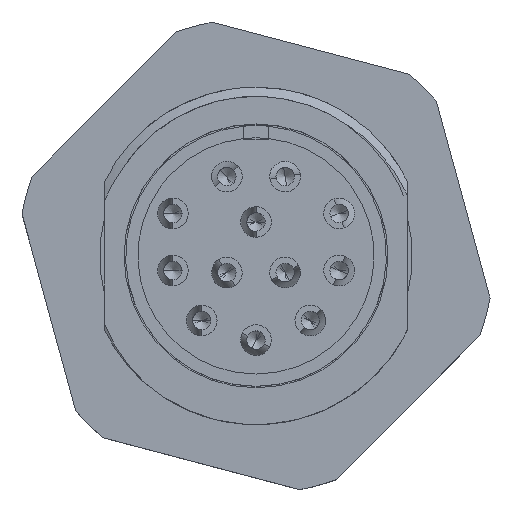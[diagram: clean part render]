
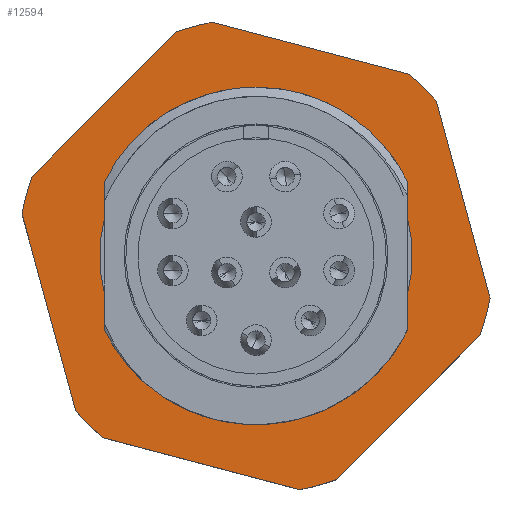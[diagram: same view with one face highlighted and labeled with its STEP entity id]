
A CAD part, top view. The second image highlights one B-rep face of the part: STEP entity #12594.
In plain terms, the highlighted planar face has unit normal (0, 0, 1).
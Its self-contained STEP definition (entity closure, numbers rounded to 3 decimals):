
#273 = EDGE_CURVE ( 'NONE', #29299, #33111, #21664, .T. ) ;
#684 = LINE ( 'NONE', #33414, #2619 ) ;
#689 = DIRECTION ( 'NONE',  ( -0.965, -0.263, 0. ) ) ;
#702 = VECTOR ( 'NONE', #9776, 1000. ) ;
#801 = VERTEX_POINT ( 'NONE', #20955 ) ;
#851 = DIRECTION ( 'NONE',  ( 0., 0., -1. ) ) ;
#905 = CIRCLE ( 'NONE', #29502, 5.1 ) ;
#1254 = EDGE_CURVE ( 'NONE', #2576, #26225, #9989, .T. ) ;
#1347 = EDGE_CURVE ( 'NONE', #13642, #16652, #33993, .T. ) ;
#2024 = LINE ( 'NONE', #12920, #6095 ) ;
#2420 = CIRCLE ( 'NONE', #34407, 5.1 ) ;
#2566 = ORIENTED_EDGE ( 'NONE', *, *, #273, .F. ) ;
#2576 = VERTEX_POINT ( 'NONE', #4617 ) ;
#2612 = AXIS2_PLACEMENT_3D ( 'NONE', #32704, #13531, #8155 ) ;
#2619 = VECTOR ( 'NONE', #29541, 1000. ) ;
#2941 = EDGE_CURVE ( 'NONE', #26225, #29299, #2024, .T. ) ;
#2989 = CARTESIAN_POINT ( 'NONE',  ( 0., 0., -0.661 ) ) ;
#3019 = EDGE_LOOP ( 'NONE', ( #27232, #8244 ) ) ;
#3035 = LINE ( 'NONE', #28226, #10715 ) ;
#3093 = ORIENTED_EDGE ( 'NONE', *, *, #1347, .F. ) ;
#3428 = ORIENTED_EDGE ( 'NONE', *, *, #5571, .F. ) ;
#3754 = ORIENTED_EDGE ( 'NONE', *, *, #2941, .F. ) ;
#3772 = CARTESIAN_POINT ( 'NONE',  ( 0., 0., -0.661 ) ) ;
#3869 = CARTESIAN_POINT ( 'NONE',  ( -5.881, -5.047, -0.661 ) ) ;
#3984 = ORIENTED_EDGE ( 'NONE', *, *, #4128, .F. ) ;
#4128 = EDGE_CURVE ( 'NONE', #4833, #32512, #8700, .T. ) ;
#4297 = CARTESIAN_POINT ( 'NONE',  ( -2.626, 7.291, -0.661 ) ) ;
#4424 = DIRECTION ( 'NONE',  ( -0.965, -0.263, 0. ) ) ;
#4617 = CARTESIAN_POINT ( 'NONE',  ( -7.628, 1.371, -0.661 ) ) ;
#4741 = CARTESIAN_POINT ( 'NONE',  ( 0., 0., -0.661 ) ) ;
#4833 = VERTEX_POINT ( 'NONE', #8295 ) ;
#4921 = CARTESIAN_POINT ( 'NONE',  ( 7.312, -2.569, -0.661 ) ) ;
#4949 = CARTESIAN_POINT ( 'NONE',  ( 5.881, 5.047, -0.661 ) ) ;
#5441 = CARTESIAN_POINT ( 'NONE',  ( -1.431, 7.617, -0.661 ) ) ;
#5571 = EDGE_CURVE ( 'NONE', #15980, #19049, #22549, .T. ) ;
#5606 = CIRCLE ( 'NONE', #25593, 7.75 ) ;
#5933 = ORIENTED_EDGE ( 'NONE', *, *, #11461, .F. ) ;
#6095 = VECTOR ( 'NONE', #9879, 1000. ) ;
#6125 = VECTOR ( 'NONE', #31296, 1000. ) ;
#6283 = DIRECTION ( 'NONE',  ( 0., 0., -1. ) ) ;
#7800 = DIRECTION ( 'NONE',  ( 0., 0., -1. ) ) ;
#8155 = DIRECTION ( 'NONE',  ( -0.965, -0.263, 0. ) ) ;
#8227 = CIRCLE ( 'NONE', #32823, 7.75 ) ;
#8244 = ORIENTED_EDGE ( 'NONE', *, *, #12801, .T. ) ;
#8295 = CARTESIAN_POINT ( 'NONE',  ( 1.431, -7.617, -0.661 ) ) ;
#8700 = LINE ( 'NONE', #16411, #28935 ) ;
#8706 = VERTEX_POINT ( 'NONE', #3869 ) ;
#9139 = DIRECTION ( 'NONE',  ( -0.965, -0.263, 0. ) ) ;
#9262 = DIRECTION ( 'NONE',  ( -0.965, -0.263, 0. ) ) ;
#9776 = DIRECTION ( 'NONE',  ( 0.263, -0.965, 0. ) ) ;
#9879 = DIRECTION ( 'NONE',  ( 0.704, 0.71, 0. ) ) ;
#9989 = CIRCLE ( 'NONE', #19719, 7.75 ) ;
#10020 = DIRECTION ( 'NONE',  ( 0., 0., -1. ) ) ;
#10052 = ORIENTED_EDGE ( 'NONE', *, *, #30305, .F. ) ;
#10413 = ORIENTED_EDGE ( 'NONE', *, *, #20871, .F. ) ;
#10661 = EDGE_CURVE ( 'NONE', #13771, #4833, #8227, .T. ) ;
#10715 = VECTOR ( 'NONE', #19648, 1000. ) ;
#11037 = DIRECTION ( 'NONE',  ( -0.967, 0.255, 0. ) ) ;
#11461 = EDGE_CURVE ( 'NONE', #33111, #15980, #3035, .T. ) ;
#11828 = CARTESIAN_POINT ( 'NONE',  ( 7.628, -1.371, -0.661 ) ) ;
#11923 = AXIS2_PLACEMENT_3D ( 'NONE', #12211, #31555, #29054 ) ;
#12211 = CARTESIAN_POINT ( 'NONE',  ( 0., 0., -0.661 ) ) ;
#12226 = CARTESIAN_POINT ( 'NONE',  ( -5.001, -5.92, -0.661 ) ) ;
#12594 = ADVANCED_FACE ( 'NONE', ( #33768, #25726 ), #25209, .F. ) ;
#12673 = CARTESIAN_POINT ( 'NONE',  ( 7.312, -2.569, -0.661 ) ) ;
#12707 = CARTESIAN_POINT ( 'NONE',  ( 0., 0., -0.661 ) ) ;
#12801 = EDGE_CURVE ( 'NONE', #32750, #801, #2420, .T. ) ;
#12811 = EDGE_CURVE ( 'NONE', #19049, #13642, #29112, .T. ) ;
#12920 = CARTESIAN_POINT ( 'NONE',  ( -7.312, 2.569, -0.661 ) ) ;
#13032 = CARTESIAN_POINT ( 'NONE',  ( -7.312, 2.569, -0.661 ) ) ;
#13531 = DIRECTION ( 'NONE',  ( 0., 0., -1. ) ) ;
#13642 = VERTEX_POINT ( 'NONE', #11828 ) ;
#13771 = VERTEX_POINT ( 'NONE', #22721 ) ;
#13881 = ORIENTED_EDGE ( 'NONE', *, *, #25404, .F. ) ;
#15111 = AXIS2_PLACEMENT_3D ( 'NONE', #30928, #30571, #9262 ) ;
#15218 = EDGE_LOOP ( 'NONE', ( #31539, #10413, #10052, #3984, #31136, #13881, #3093, #29152, #3428, #5933, #2566, #3754 ) ) ;
#15872 = DIRECTION ( 'NONE',  ( -0.965, -0.263, 0. ) ) ;
#15980 = VERTEX_POINT ( 'NONE', #24720 ) ;
#16411 = CARTESIAN_POINT ( 'NONE',  ( 1.431, -7.617, -0.661 ) ) ;
#16652 = VERTEX_POINT ( 'NONE', #4921 ) ;
#17824 = DIRECTION ( 'NONE',  ( 0., 0., -1. ) ) ;
#18810 = DIRECTION ( 'NONE',  ( -0.965, -0.263, 0. ) ) ;
#19049 = VERTEX_POINT ( 'NONE', #26124 ) ;
#19209 = CARTESIAN_POINT ( 'NONE',  ( -4.921, -1.339, -0.661 ) ) ;
#19648 = DIRECTION ( 'NONE',  ( 0.967, -0.255, 0. ) ) ;
#19719 = AXIS2_PLACEMENT_3D ( 'NONE', #2989, #7800, #15872 ) ;
#20871 = EDGE_CURVE ( 'NONE', #8706, #2576, #684, .T. ) ;
#20955 = CARTESIAN_POINT ( 'NONE',  ( 4.921, 1.339, -0.661 ) ) ;
#21664 = CIRCLE ( 'NONE', #11923, 7.75 ) ;
#21897 = EDGE_CURVE ( 'NONE', #801, #32750, #905, .T. ) ;
#22549 = CIRCLE ( 'NONE', #15111, 7.75 ) ;
#22721 = CARTESIAN_POINT ( 'NONE',  ( 2.626, -7.291, -0.661 ) ) ;
#23568 = CARTESIAN_POINT ( 'NONE',  ( 0., 0., -0.661 ) ) ;
#23785 = LINE ( 'NONE', #12673, #6125 ) ;
#24720 = CARTESIAN_POINT ( 'NONE',  ( 5.001, 5.92, -0.661 ) ) ;
#25209 = PLANE ( 'NONE',  #35305 ) ;
#25370 = CARTESIAN_POINT ( 'NONE',  ( 0., 0., -0.661 ) ) ;
#25404 = EDGE_CURVE ( 'NONE', #16652, #13771, #23785, .T. ) ;
#25593 = AXIS2_PLACEMENT_3D ( 'NONE', #4741, #17824, #28718 ) ;
#25726 = FACE_BOUND ( 'NONE', #3019, .T. ) ;
#26124 = CARTESIAN_POINT ( 'NONE',  ( 5.881, 5.047, -0.661 ) ) ;
#26225 = VERTEX_POINT ( 'NONE', #13032 ) ;
#27232 = ORIENTED_EDGE ( 'NONE', *, *, #21897, .T. ) ;
#28226 = CARTESIAN_POINT ( 'NONE',  ( -1.431, 7.617, -0.661 ) ) ;
#28718 = DIRECTION ( 'NONE',  ( -0.965, -0.263, 0. ) ) ;
#28935 = VECTOR ( 'NONE', #11037, 1000. ) ;
#29054 = DIRECTION ( 'NONE',  ( -0.965, -0.263, 0. ) ) ;
#29112 = LINE ( 'NONE', #4949, #702 ) ;
#29152 = ORIENTED_EDGE ( 'NONE', *, *, #12811, .F. ) ;
#29299 = VERTEX_POINT ( 'NONE', #4297 ) ;
#29461 = DIRECTION ( 'NONE',  ( 0., 0., -1. ) ) ;
#29502 = AXIS2_PLACEMENT_3D ( 'NONE', #12707, #10020, #18810 ) ;
#29541 = DIRECTION ( 'NONE',  ( -0.263, 0.965, 0. ) ) ;
#30305 = EDGE_CURVE ( 'NONE', #32512, #8706, #5606, .T. ) ;
#30571 = DIRECTION ( 'NONE',  ( 0., 0., -1. ) ) ;
#30928 = CARTESIAN_POINT ( 'NONE',  ( 0., 0., -0.661 ) ) ;
#31136 = ORIENTED_EDGE ( 'NONE', *, *, #10661, .F. ) ;
#31296 = DIRECTION ( 'NONE',  ( -0.704, -0.71, 0. ) ) ;
#31539 = ORIENTED_EDGE ( 'NONE', *, *, #1254, .F. ) ;
#31555 = DIRECTION ( 'NONE',  ( 0., 0., -1. ) ) ;
#32512 = VERTEX_POINT ( 'NONE', #12226 ) ;
#32704 = CARTESIAN_POINT ( 'NONE',  ( 0., 0., -0.661 ) ) ;
#32750 = VERTEX_POINT ( 'NONE', #19209 ) ;
#32823 = AXIS2_PLACEMENT_3D ( 'NONE', #3772, #6283, #9139 ) ;
#33111 = VERTEX_POINT ( 'NONE', #5441 ) ;
#33414 = CARTESIAN_POINT ( 'NONE',  ( -5.881, -5.047, -0.661 ) ) ;
#33768 = FACE_OUTER_BOUND ( 'NONE', #15218, .T. ) ;
#33993 = CIRCLE ( 'NONE', #2612, 7.75 ) ;
#34407 = AXIS2_PLACEMENT_3D ( 'NONE', #23568, #29461, #4424 ) ;
#35305 = AXIS2_PLACEMENT_3D ( 'NONE', #25370, #851, #689 ) ;
